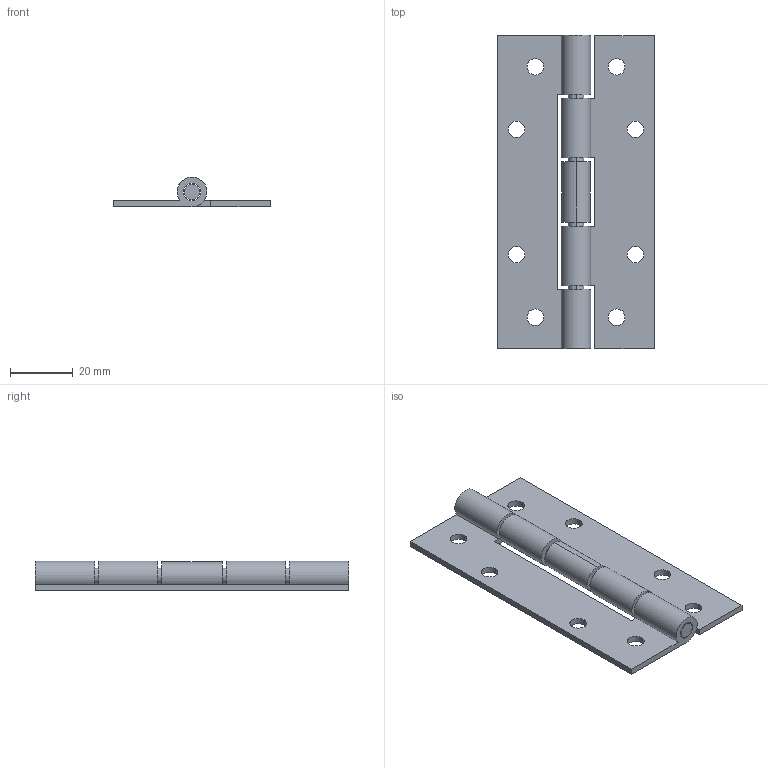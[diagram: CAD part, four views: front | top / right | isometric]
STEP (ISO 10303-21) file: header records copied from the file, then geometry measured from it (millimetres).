
FILE_DESCRIPTION (( 'STEP AP203' ), '1' );
FILE_NAME ('B-1146-1.STEP', '2008-12-26T07:23:58', ( ' ' ), ( ' ' ), 'SwSTEP 2.0', 'SolidWorks 2007', '' );
FILE_SCHEMA (( 'CONFIG_CONTROL_DESIGN' ));
Length unit declared in the file: millimetre
Products named in the file (5): B-1146-1; B-1146-1僺儞__棉太倌; B-1146-1僸儞僕A__棉太倌; B-1146-1僸儞僕B__棉太倌; B-1146-1僗僾儕儞僌__棉太倌
Assembly tree (4 placements, depth 2):
  B-1146-1
    B-1146-1僺儞__棉太倌
    B-1146-1僗僾儕儞僌__棉太倌
    B-1146-1僸儞僕A__棉太倌
    B-1146-1僸儞僕B__棉太倌
Bounding box: 50 x 100 x 9.49 mm (x, y, z)
Volume: 14005.4 mm3; surface area: 15175.1 mm2
Topology: 4 solids, 4 shells, 58 faces, 150 edges, 100 vertices
Faces by surface type: cylinder 34, plane 24
Entity records: 2377 total; most frequent: DIRECTION 348, CARTESIAN_POINT 315, ORIENTED_EDGE 300, EDGE_CURVE 150, AXIS2_PLACEMENT_3D 133, VERTEX_POINT 100, EDGE_LOOP 84, VECTOR 82
